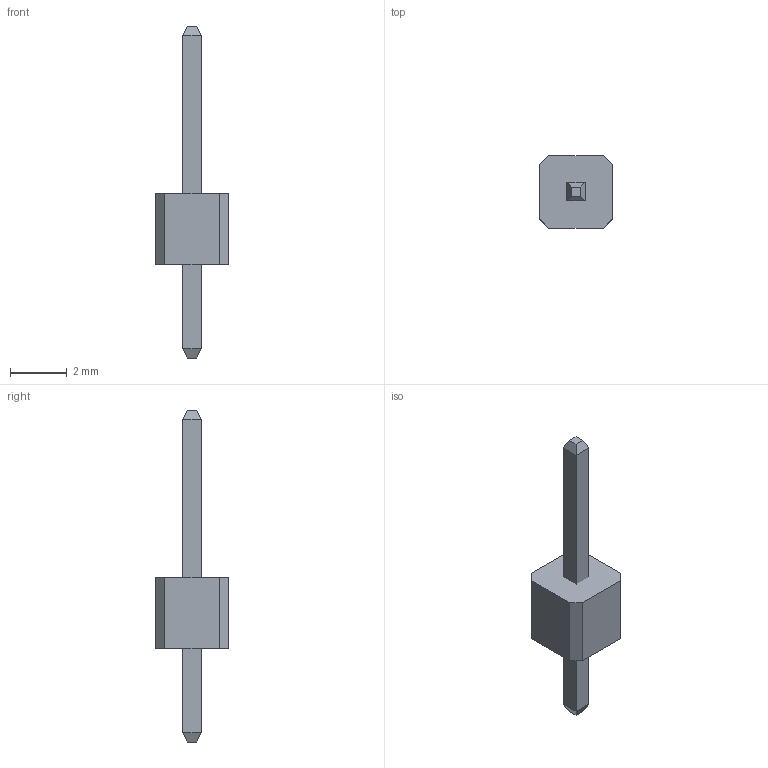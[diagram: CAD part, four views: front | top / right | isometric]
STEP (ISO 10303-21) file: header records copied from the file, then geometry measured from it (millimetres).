
FILE_DESCRIPTION(/* description */ (''),/* implementation_level */ '2;1');
FILE_NAME(/* name */ '5f3dd406933f190f816bc97c',/* time_stamp */ '2020-08-20T01:38:14+00:00',/* author */ (''),/* organization */ (''),/* preprocessor_version */ 'ST-DEVELOPER v16.7',/* originating_system */ $,/* authorisation */ $);
FILE_SCHEMA (('AUTOMOTIVE_DESIGN {1 0 10303 214 3 1 1}'));
Length unit declared in the file: metre
Products named in the file (3): Plastic; Pin Bottom; Pin Top
Bounding box: 2.54 x 2.54 x 11.68 mm (x, y, z)
Volume: 20.3 mm3; surface area: 66.7 mm2
Topology: 3 solids, 3 shells, 30 faces, 64 edges, 40 vertices
Faces by surface type: plane 30
Entity records: 866 total; most frequent: CARTESIAN_POINT 137, DIRECTION 130, ORIENTED_EDGE 128, EDGE_CURVE 64, LINE 64, VECTOR 64, VERTEX_POINT 40, AXIS2_PLACEMENT_3D 33
